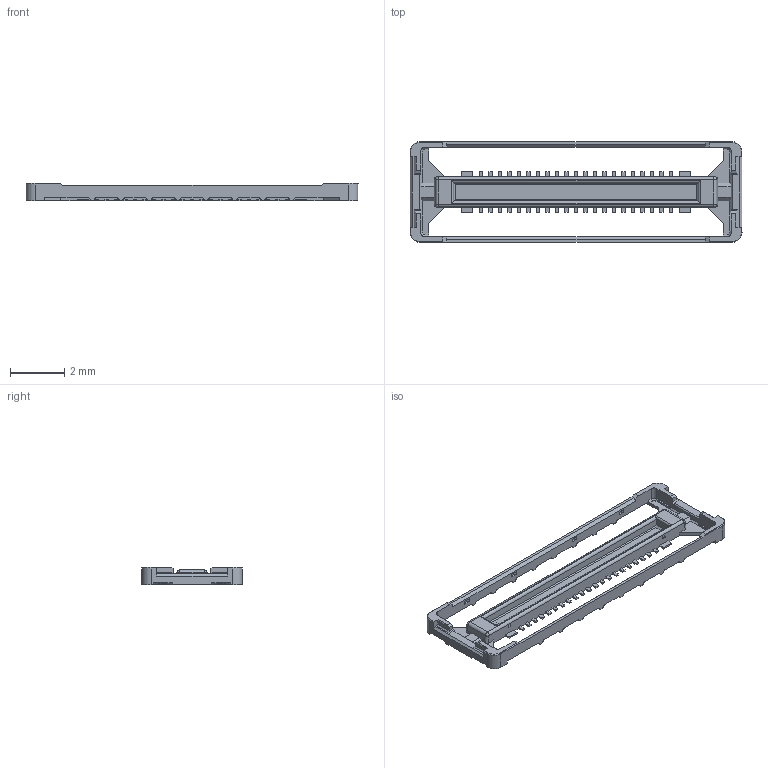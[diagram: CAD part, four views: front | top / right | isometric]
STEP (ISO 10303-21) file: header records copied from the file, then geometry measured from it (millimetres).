
FILE_DESCRIPTION (( 'STEP AP203' ), '1' );
FILE_NAME ('20697-042E-01C PLUG ASS''Y STEP R1 ALL.STEP', '2016-04-04T04:32:51', ( '' ), ( '' ), 'SwSTEP 2.0', 'SolidWorks 2012', '' );
FILE_SCHEMA (( 'CONFIG_CONTROL_DESIGN' ));
Length unit declared in the file: millimetre
Products named in the file (1): 20697-042E-01C PLUG ASS''Y STEP R1 ALL
Bounding box: 12.24 x 3.7 x 0.65 mm (x, y, z)
Volume: 7.9 mm3; surface area: 95.1 mm2
Topology: 1 solids, 2 shells, 579 faces, 1649 edges, 1087 vertices
Faces by surface type: plane 463, cylinder 104, cone 8, bspline 4
Entity records: 18792 total; most frequent: CARTESIAN_POINT 3532, ORIENTED_EDGE 3298, DIRECTION 2974, EDGE_CURVE 1649, LINE 1406, VECTOR 1406, VERTEX_POINT 1087, AXIS2_PLACEMENT_3D 784
